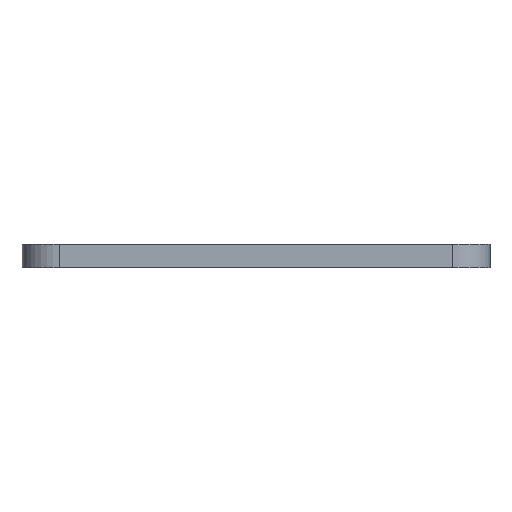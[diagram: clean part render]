
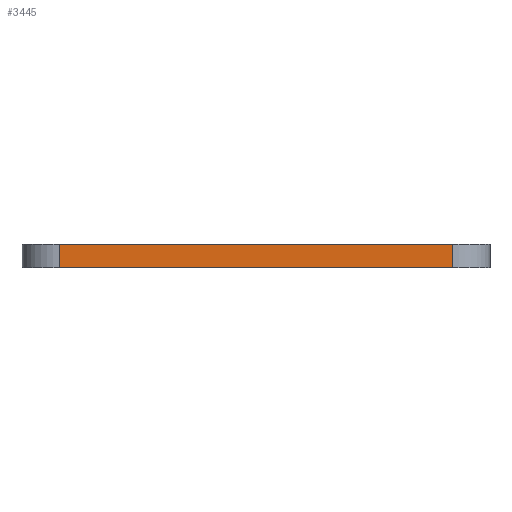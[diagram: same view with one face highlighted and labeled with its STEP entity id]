
A CAD part, front view. The second image highlights one B-rep face of the part: STEP entity #3445.
In plain terms, the highlighted planar face has unit normal (0, -1, 0).
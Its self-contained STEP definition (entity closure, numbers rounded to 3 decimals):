
#83 = PLANE('',#84);
#84 = AXIS2_PLACEMENT_3D('',#85,#86,#87);
#85 = CARTESIAN_POINT('',(148.297,-105.172,1.6));
#86 = DIRECTION('',(-0.,-0.,-1.));
#87 = DIRECTION('',(-1.,0.,0.));
#137 = PLANE('',#138);
#138 = AXIS2_PLACEMENT_3D('',#139,#140,#141);
#139 = CARTESIAN_POINT('',(148.297,-105.172,0.));
#140 = DIRECTION('',(-0.,-0.,-1.));
#141 = DIRECTION('',(-1.,0.,0.));
#170 = CYLINDRICAL_SURFACE('',#171,2.54);
#171 = AXIS2_PLACEMENT_3D('',#172,#173,#174);
#172 = CARTESIAN_POINT('',(135.166,-124.689,0.));
#173 = DIRECTION('',(-0.,-0.,-1.));
#174 = DIRECTION('',(1.,0.,-0.));
#480 = VERTEX_POINT('',#481);
#481 = CARTESIAN_POINT('',(161.836,-127.229,0.));
#500 = CYLINDRICAL_SURFACE('',#501,2.54);
#501 = AXIS2_PLACEMENT_3D('',#502,#503,#504);
#502 = CARTESIAN_POINT('',(161.836,-124.689,0.));
#503 = DIRECTION('',(-0.,-0.,-1.));
#504 = DIRECTION('',(1.,0.,-0.));
#512 = EDGE_CURVE('',#480,#513,#515,.T.);
#513 = VERTEX_POINT('',#514);
#514 = CARTESIAN_POINT('',(135.166,-127.229,0.));
#515 = SURFACE_CURVE('',#516,(#520,#527),.PCURVE_S1.);
#516 = LINE('',#517,#518);
#517 = CARTESIAN_POINT('',(161.836,-127.229,0.));
#518 = VECTOR('',#519,1.);
#519 = DIRECTION('',(-1.,0.,0.));
#520 = PCURVE('',#137,#521);
#521 = DEFINITIONAL_REPRESENTATION('',(#522),#526);
#522 = LINE('',#523,#524);
#523 = CARTESIAN_POINT('',(-13.539,-22.057));
#524 = VECTOR('',#525,1.);
#525 = DIRECTION('',(1.,0.));
#526 = ( GEOMETRIC_REPRESENTATION_CONTEXT(2) 
PARAMETRIC_REPRESENTATION_CONTEXT() REPRESENTATION_CONTEXT('2D SPACE',''
  ) );
#527 = PCURVE('',#528,#533);
#528 = PLANE('',#529);
#529 = AXIS2_PLACEMENT_3D('',#530,#531,#532);
#530 = CARTESIAN_POINT('',(161.836,-127.229,0.));
#531 = DIRECTION('',(0.,-1.,0.));
#532 = DIRECTION('',(-1.,0.,0.));
#533 = DEFINITIONAL_REPRESENTATION('',(#534),#538);
#534 = LINE('',#535,#536);
#535 = CARTESIAN_POINT('',(0.,0.));
#536 = VECTOR('',#537,1.);
#537 = DIRECTION('',(1.,0.));
#538 = ( GEOMETRIC_REPRESENTATION_CONTEXT(2) 
PARAMETRIC_REPRESENTATION_CONTEXT() REPRESENTATION_CONTEXT('2D SPACE',''
  ) );
#2123 = VERTEX_POINT('',#2124);
#2124 = CARTESIAN_POINT('',(161.836,-127.229,1.6));
#2150 = EDGE_CURVE('',#2123,#2151,#2153,.T.);
#2151 = VERTEX_POINT('',#2152);
#2152 = CARTESIAN_POINT('',(135.166,-127.229,1.6));
#2153 = SURFACE_CURVE('',#2154,(#2158,#2165),.PCURVE_S1.);
#2154 = LINE('',#2155,#2156);
#2155 = CARTESIAN_POINT('',(161.836,-127.229,1.6));
#2156 = VECTOR('',#2157,1.);
#2157 = DIRECTION('',(-1.,0.,0.));
#2158 = PCURVE('',#83,#2159);
#2159 = DEFINITIONAL_REPRESENTATION('',(#2160),#2164);
#2160 = LINE('',#2161,#2162);
#2161 = CARTESIAN_POINT('',(-13.539,-22.057));
#2162 = VECTOR('',#2163,1.);
#2163 = DIRECTION('',(1.,0.));
#2164 = ( GEOMETRIC_REPRESENTATION_CONTEXT(2) 
PARAMETRIC_REPRESENTATION_CONTEXT() REPRESENTATION_CONTEXT('2D SPACE',''
  ) );
#2165 = PCURVE('',#528,#2166);
#2166 = DEFINITIONAL_REPRESENTATION('',(#2167),#2171);
#2167 = LINE('',#2168,#2169);
#2168 = CARTESIAN_POINT('',(0.,-1.6));
#2169 = VECTOR('',#2170,1.);
#2170 = DIRECTION('',(1.,0.));
#2171 = ( GEOMETRIC_REPRESENTATION_CONTEXT(2) 
PARAMETRIC_REPRESENTATION_CONTEXT() REPRESENTATION_CONTEXT('2D SPACE',''
  ) );
#3397 = EDGE_CURVE('',#513,#2151,#3398,.T.);
#3398 = SURFACE_CURVE('',#3399,(#3403,#3410),.PCURVE_S1.);
#3399 = LINE('',#3400,#3401);
#3400 = CARTESIAN_POINT('',(135.166,-127.229,0.));
#3401 = VECTOR('',#3402,1.);
#3402 = DIRECTION('',(0.,0.,1.));
#3403 = PCURVE('',#170,#3404);
#3404 = DEFINITIONAL_REPRESENTATION('',(#3405),#3409);
#3405 = LINE('',#3406,#3407);
#3406 = CARTESIAN_POINT('',(-4.712,0.));
#3407 = VECTOR('',#3408,1.);
#3408 = DIRECTION('',(-0.,-1.));
#3409 = ( GEOMETRIC_REPRESENTATION_CONTEXT(2) 
PARAMETRIC_REPRESENTATION_CONTEXT() REPRESENTATION_CONTEXT('2D SPACE',''
  ) );
#3410 = PCURVE('',#528,#3411);
#3411 = DEFINITIONAL_REPRESENTATION('',(#3412),#3416);
#3412 = LINE('',#3413,#3414);
#3413 = CARTESIAN_POINT('',(26.67,0.));
#3414 = VECTOR('',#3415,1.);
#3415 = DIRECTION('',(0.,-1.));
#3416 = ( GEOMETRIC_REPRESENTATION_CONTEXT(2) 
PARAMETRIC_REPRESENTATION_CONTEXT() REPRESENTATION_CONTEXT('2D SPACE',''
  ) );
#3445 = ADVANCED_FACE('',(#3446),#528,.T.);
#3446 = FACE_BOUND('',#3447,.T.);
#3447 = EDGE_LOOP('',(#3448,#3469,#3470,#3471));
#3448 = ORIENTED_EDGE('',*,*,#3449,.T.);
#3449 = EDGE_CURVE('',#480,#2123,#3450,.T.);
#3450 = SURFACE_CURVE('',#3451,(#3455,#3462),.PCURVE_S1.);
#3451 = LINE('',#3452,#3453);
#3452 = CARTESIAN_POINT('',(161.836,-127.229,0.));
#3453 = VECTOR('',#3454,1.);
#3454 = DIRECTION('',(0.,0.,1.));
#3455 = PCURVE('',#528,#3456);
#3456 = DEFINITIONAL_REPRESENTATION('',(#3457),#3461);
#3457 = LINE('',#3458,#3459);
#3458 = CARTESIAN_POINT('',(0.,0.));
#3459 = VECTOR('',#3460,1.);
#3460 = DIRECTION('',(0.,-1.));
#3461 = ( GEOMETRIC_REPRESENTATION_CONTEXT(2) 
PARAMETRIC_REPRESENTATION_CONTEXT() REPRESENTATION_CONTEXT('2D SPACE',''
  ) );
#3462 = PCURVE('',#500,#3463);
#3463 = DEFINITIONAL_REPRESENTATION('',(#3464),#3468);
#3464 = LINE('',#3465,#3466);
#3465 = CARTESIAN_POINT('',(-4.712,0.));
#3466 = VECTOR('',#3467,1.);
#3467 = DIRECTION('',(-0.,-1.));
#3468 = ( GEOMETRIC_REPRESENTATION_CONTEXT(2) 
PARAMETRIC_REPRESENTATION_CONTEXT() REPRESENTATION_CONTEXT('2D SPACE',''
  ) );
#3469 = ORIENTED_EDGE('',*,*,#2150,.T.);
#3470 = ORIENTED_EDGE('',*,*,#3397,.F.);
#3471 = ORIENTED_EDGE('',*,*,#512,.F.);
